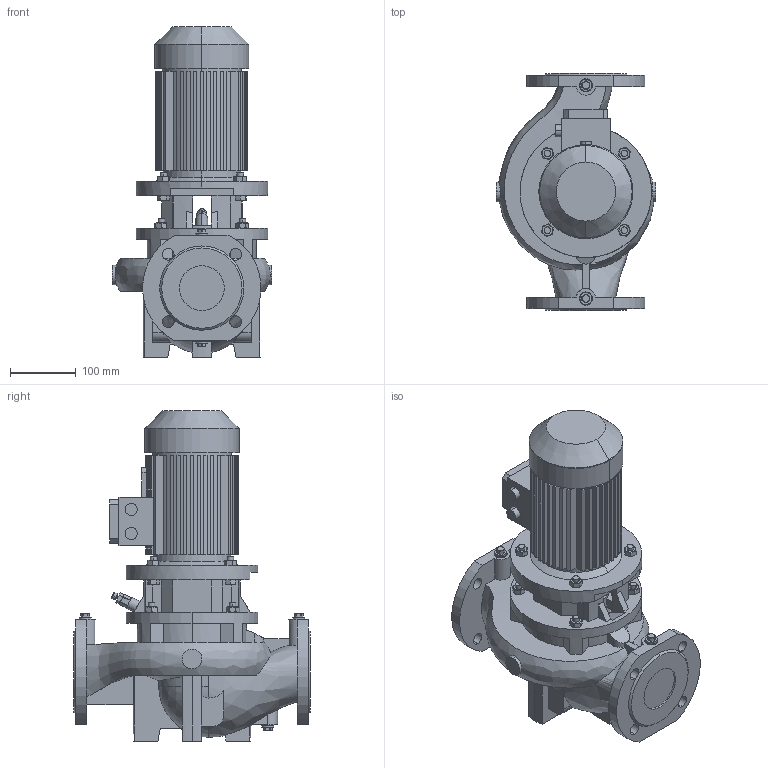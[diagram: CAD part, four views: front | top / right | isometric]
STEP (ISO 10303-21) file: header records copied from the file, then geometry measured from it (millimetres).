
FILE_DESCRIPTION (( 'STEP AP203' ), '1' );
FILE_NAME ('枅-313-000-313-010-01-41.step', '2025-02-11T17:06:24', ( 'adb' ), ( '' ), 'SwSTEP 2.0', 'SolidWorks 2016', '' );
FILE_SCHEMA (( 'CONFIG_CONTROL_DESIGN' ));
Length unit declared in the file: millimetre
Products named in the file (1): 枅-313-000-313-010-01-41
Bounding box: 242 x 360 x 502 mm (x, y, z)
Volume: 9580813.9 mm3; surface area: 864214.8 mm2
Topology: 8 solids, 23 shells, 902 faces, 2334 edges, 1533 vertices
Faces by surface type: plane 495, cylinder 307, cone 87, bspline 10, sphere 3
Entity records: 33106 total; most frequent: CARTESIAN_POINT 10763, ORIENTED_EDGE 4664, DIRECTION 4621, EDGE_CURVE 2332, AXIS2_PLACEMENT_3D 1695, VERTEX_POINT 1533, LINE 1231, VECTOR 1231
